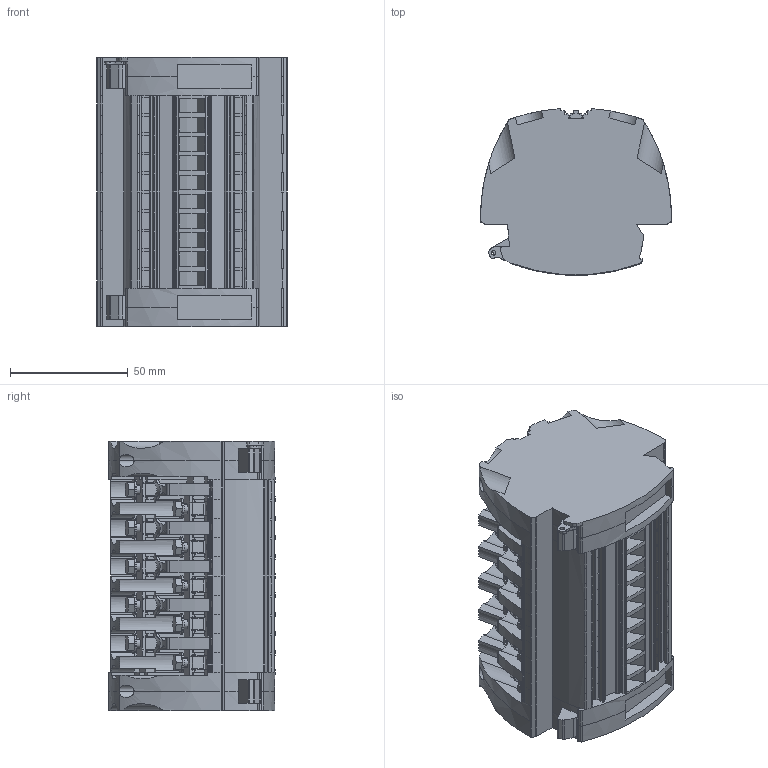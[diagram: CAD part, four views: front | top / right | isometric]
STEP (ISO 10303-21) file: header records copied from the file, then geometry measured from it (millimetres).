
FILE_DESCRIPTION(('SolidDesigner STEP Export'),'2;1');
FILE_NAME('3969929_RSCWE_6_3_3x10-select.stp','2016-04-04T 8:04:01',(''),(''),'Creo Elements/Direct Modeling STEP processor for AP214 (Solid Model)','Creo Elements/Direct Modeling 18.1G 27-Feb-2015 (C) Parametric Technology GmbH','');
FILE_SCHEMA(('AUTOMOTIVE_DESIGN { 1 0 10303 214 1 1 1 1 }'));
Length unit declared in the file: millimetre
Products named in the file (2): 3969929_RSCWE_6_3_3x10-select
Assembly tree (1 placements, depth 2):
  3969929_RSCWE_6_3_3x10-select
    3969929_RSCWE_6_3_3x10-select
Bounding box: 80.95 x 70.49 x 114.1 mm (x, y, z)
Volume: 424094.2 mm3; surface area: 74493.2 mm2
Topology: 2 solids, 2 shells, 3623 faces, 10974 edges, 7258 vertices
Faces by surface type: plane 2783, cylinder 777, bspline 63
Entity records: 162487 total; most frequent: CARTESIAN_POINT 37349, ORIENTED_EDGE 21954, DIRECTION 17630, EDGE_CURVE 10974, VECTOR 8646, LINE 8646, VERTEX_POINT 7258, AXIS2_PLACEMENT_3D 4492
